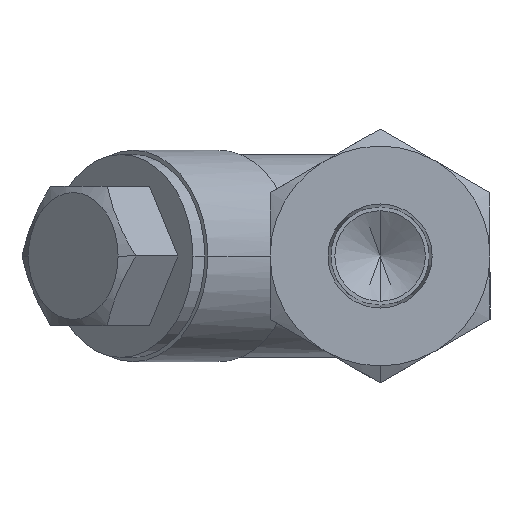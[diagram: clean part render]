
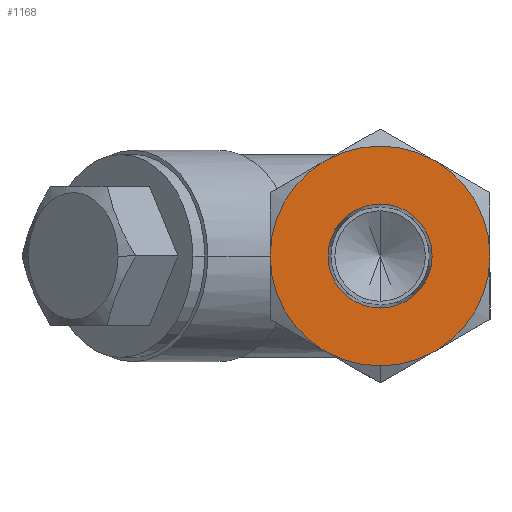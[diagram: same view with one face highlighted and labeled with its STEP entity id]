
A CAD part, left-side view. The second image highlights one B-rep face of the part: STEP entity #1168.
In plain terms, the highlighted planar face has unit normal (-1, 0, 0).
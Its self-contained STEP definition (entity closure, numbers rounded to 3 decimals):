
#181 = EDGE_CURVE ( 'NONE', #650, #668, #1410, .T. ) ;
#184 = EDGE_CURVE ( 'NONE', #1129, #632, #1412, .T. ) ;
#193 = EDGE_CURVE ( 'NONE', #672, #650, #1420, .T. ) ;
#199 = EDGE_CURVE ( 'NONE', #1081, #1133, #1425, .T. ) ;
#201 = EDGE_CURVE ( 'NONE', #633, #672, #1427, .T. ) ;
#205 = EDGE_CURVE ( 'NONE', #632, #633, #1432, .T. ) ;
#206 = EDGE_CURVE ( 'NONE', #668, #1357, #1433, .T. ) ;
#227 = EDGE_CURVE ( 'NONE', #1133, #1081, #1457, .T. ) ;
#250 = EDGE_CURVE ( 'NONE', #1357, #1129, #1487, .T. ) ;
#387 = DIRECTION ( 'NONE',  ( 0., 0., 1. ) ) ;
#395 = CARTESIAN_POINT ( 'NONE',  ( -32.5, 0., 0. ) ) ;
#396 = DIRECTION ( 'NONE',  ( 1., 0., 0. ) ) ;
#397 = DIRECTION ( 'NONE',  ( 0., 0., -1. ) ) ;
#408 = CARTESIAN_POINT ( 'NONE',  ( -32.5, 0., 0. ) ) ;
#409 = DIRECTION ( 'NONE',  ( 1., 0., 0. ) ) ;
#410 = DIRECTION ( 'NONE',  ( 0., 0., -1. ) ) ;
#413 = CARTESIAN_POINT ( 'NONE',  ( -32.5, 0., 0. ) ) ;
#414 = DIRECTION ( 'NONE',  ( 1., 0., 0. ) ) ;
#415 = DIRECTION ( 'NONE',  ( 0., 0., -1. ) ) ;
#459 = CARTESIAN_POINT ( 'NONE',  ( -32.5, 0., 0. ) ) ;
#465 = DIRECTION ( 'NONE',  ( 1., 0., 0. ) ) ;
#466 = DIRECTION ( 'NONE',  ( 0., 0., -1. ) ) ;
#472 = CARTESIAN_POINT ( 'NONE',  ( -32.5, 0., 0. ) ) ;
#485 = EDGE_LOOP ( 'NONE', ( #3882, #787, #791, #792, #790, #789, #788 ) ) ;
#510 = EDGE_LOOP ( 'NONE', ( #3880, #3878 ) ) ;
#632 = VERTEX_POINT ( 'NONE', #2529 ) ;
#633 = VERTEX_POINT ( 'NONE', #2530 ) ;
#650 = VERTEX_POINT ( 'NONE', #2544 ) ;
#668 = VERTEX_POINT ( 'NONE', #2599 ) ;
#672 = VERTEX_POINT ( 'NONE', #2603 ) ;
#787 = ORIENTED_EDGE ( 'NONE', *, *, #181, .F. ) ;
#788 = ORIENTED_EDGE ( 'NONE', *, *, #250, .F. ) ;
#789 = ORIENTED_EDGE ( 'NONE', *, *, #184, .F. ) ;
#790 = ORIENTED_EDGE ( 'NONE', *, *, #205, .F. ) ;
#791 = ORIENTED_EDGE ( 'NONE', *, *, #193, .F. ) ;
#792 = ORIENTED_EDGE ( 'NONE', *, *, #201, .F. ) ;
#804 = DIRECTION ( 'NONE',  ( -1., 0., 0. ) ) ;
#1081 = VERTEX_POINT ( 'NONE', #2639 ) ;
#1129 = VERTEX_POINT ( 'NONE', #2687 ) ;
#1133 = VERTEX_POINT ( 'NONE', #2691 ) ;
#1168 = ADVANCED_FACE ( 'NONE', ( #2919, #2926 ), #3226, .T. ) ;
#1247 = AXIS2_PLACEMENT_3D ( 'NONE', #459, #465, #466 ) ;
#1249 = AXIS2_PLACEMENT_3D ( 'NONE', #3930, #3920, #3951 ) ;
#1256 = AXIS2_PLACEMENT_3D ( 'NONE', #3888, #3907, #3901 ) ;
#1261 = AXIS2_PLACEMENT_3D ( 'NONE', #472, #804, #387 ) ;
#1262 = AXIS2_PLACEMENT_3D ( 'NONE', #395, #396, #397 ) ;
#1266 = AXIS2_PLACEMENT_3D ( 'NONE', #408, #409, #410 ) ;
#1267 = AXIS2_PLACEMENT_3D ( 'NONE', #413, #414, #415 ) ;
#1271 = AXIS2_PLACEMENT_3D ( 'NONE', #1749, #1750, #1751 ) ;
#1280 = AXIS2_PLACEMENT_3D ( 'NONE', #1818, #1819, #1820 ) ;
#1328 = AXIS2_PLACEMENT_3D ( 'NONE', #3223, #3228, #3229 ) ;
#1357 = VERTEX_POINT ( 'NONE', #3486 ) ;
#1410 = CIRCLE ( 'NONE', #1247, 13. ) ;
#1412 = CIRCLE ( 'NONE', #1249, 13. ) ;
#1420 = CIRCLE ( 'NONE', #1256, 13. ) ;
#1425 = CIRCLE ( 'NONE', #1261, 6.154 ) ;
#1427 = CIRCLE ( 'NONE', #1262, 13. ) ;
#1432 = CIRCLE ( 'NONE', #1266, 13. ) ;
#1433 = CIRCLE ( 'NONE', #1267, 13. ) ;
#1457 = CIRCLE ( 'NONE', #1271, 6.154 ) ;
#1487 = CIRCLE ( 'NONE', #1280, 13. ) ;
#1749 = CARTESIAN_POINT ( 'NONE',  ( -32.5, 0., 0. ) ) ;
#1750 = DIRECTION ( 'NONE',  ( -1., 0., 0. ) ) ;
#1751 = DIRECTION ( 'NONE',  ( 0., 0., 1. ) ) ;
#1818 = CARTESIAN_POINT ( 'NONE',  ( -32.5, 0., 0. ) ) ;
#1819 = DIRECTION ( 'NONE',  ( 1., 0., 0. ) ) ;
#1820 = DIRECTION ( 'NONE',  ( 0., 0., -1. ) ) ;
#2529 = CARTESIAN_POINT ( 'NONE',  ( -32.5, 6.5, -11.258 ) ) ;
#2530 = CARTESIAN_POINT ( 'NONE',  ( -32.5, 13., 0. ) ) ;
#2544 = CARTESIAN_POINT ( 'NONE',  ( -32.5, -6.5, 11.258 ) ) ;
#2599 = CARTESIAN_POINT ( 'NONE',  ( -32.5, -13., 0. ) ) ;
#2603 = CARTESIAN_POINT ( 'NONE',  ( -32.5, 6.5, 11.258 ) ) ;
#2639 = CARTESIAN_POINT ( 'NONE',  ( -32.5, 0., 6.154 ) ) ;
#2687 = CARTESIAN_POINT ( 'NONE',  ( -32.5, 0., -13. ) ) ;
#2691 = CARTESIAN_POINT ( 'NONE',  ( -32.5, 0., -6.154 ) ) ;
#2919 = FACE_BOUND ( 'NONE', #510, .T. ) ;
#2926 = FACE_OUTER_BOUND ( 'NONE', #485, .T. ) ;
#3223 = CARTESIAN_POINT ( 'NONE',  ( -32.5, 0., 0. ) ) ;
#3226 = PLANE ( 'NONE',  #1328 ) ;
#3228 = DIRECTION ( 'NONE',  ( -1., 0., 0. ) ) ;
#3229 = DIRECTION ( 'NONE',  ( 0., 0., 1. ) ) ;
#3486 = CARTESIAN_POINT ( 'NONE',  ( -32.5, -6.5, -11.258 ) ) ;
#3878 = ORIENTED_EDGE ( 'NONE', *, *, #227, .F. ) ;
#3880 = ORIENTED_EDGE ( 'NONE', *, *, #199, .F. ) ;
#3882 = ORIENTED_EDGE ( 'NONE', *, *, #206, .F. ) ;
#3888 = CARTESIAN_POINT ( 'NONE',  ( -32.5, 0., 0. ) ) ;
#3901 = DIRECTION ( 'NONE',  ( 0., 0., -1. ) ) ;
#3907 = DIRECTION ( 'NONE',  ( 1., 0., 0. ) ) ;
#3920 = DIRECTION ( 'NONE',  ( 1., 0., 0. ) ) ;
#3930 = CARTESIAN_POINT ( 'NONE',  ( -32.5, 0., 0. ) ) ;
#3951 = DIRECTION ( 'NONE',  ( 0., 0., -1. ) ) ;
